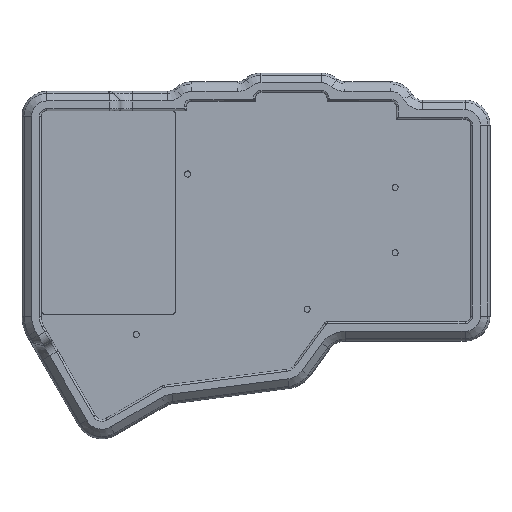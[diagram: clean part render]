
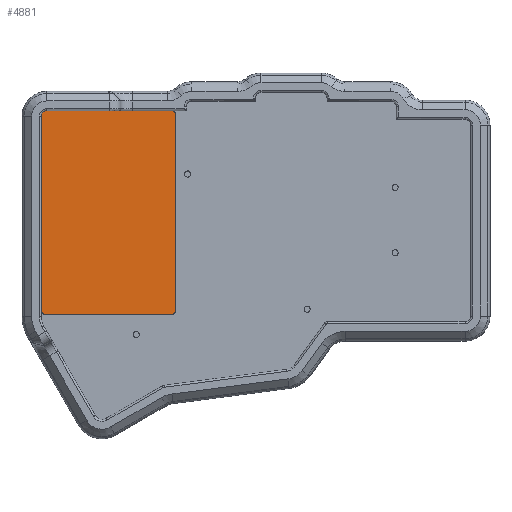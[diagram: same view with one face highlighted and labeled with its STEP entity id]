
A CAD part, top view. The second image highlights one B-rep face of the part: STEP entity #4881.
In plain terms, the highlighted planar face has unit normal (0, 0, 1).
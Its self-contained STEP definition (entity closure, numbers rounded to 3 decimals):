
#160=PLANE('',#5491);
#494=LINE('',#8511,#885);
#497=LINE('',#8519,#888);
#534=LINE('',#8609,#925);
#538=LINE('',#8622,#929);
#885=VECTOR('',#6888,10.);
#888=VECTOR('',#6897,10.);
#925=VECTOR('',#7014,10.);
#929=VECTOR('',#7032,10.);
#1348=FACE_OUTER_BOUND('',#1664,.T.);
#1664=EDGE_LOOP('',(#4419,#4420,#4421,#4422,#4423,#4424,#4425,#4426));
#1978=CIRCLE('',#5442,1.5);
#1984=CIRCLE('',#5482,1.);
#1986=CIRCLE('',#5486,1.);
#1988=CIRCLE('',#5489,1.);
#2385=VERTEX_POINT('',#8508);
#2386=VERTEX_POINT('',#8510);
#2387=VERTEX_POINT('',#8514);
#2388=VERTEX_POINT('',#8518);
#2398=VERTEX_POINT('',#8600);
#2399=VERTEX_POINT('',#8602);
#2401=VERTEX_POINT('',#8608);
#2403=VERTEX_POINT('',#8617);
#3035=EDGE_CURVE('',#2386,#2385,#494,.T.);
#3037=EDGE_CURVE('',#2387,#2386,#1978,.T.);
#3039=EDGE_CURVE('',#2388,#2387,#497,.T.);
#3079=EDGE_CURVE('',#2399,#2398,#1984,.T.);
#3082=EDGE_CURVE('',#2401,#2399,#534,.T.);
#3085=EDGE_CURVE('',#2385,#2401,#1986,.T.);
#3087=EDGE_CURVE('',#2403,#2388,#1988,.T.);
#3090=EDGE_CURVE('',#2398,#2403,#538,.T.);
#4419=ORIENTED_EDGE('',*,*,#3090,.T.);
#4420=ORIENTED_EDGE('',*,*,#3087,.T.);
#4421=ORIENTED_EDGE('',*,*,#3039,.T.);
#4422=ORIENTED_EDGE('',*,*,#3037,.T.);
#4423=ORIENTED_EDGE('',*,*,#3035,.T.);
#4424=ORIENTED_EDGE('',*,*,#3085,.T.);
#4425=ORIENTED_EDGE('',*,*,#3082,.T.);
#4426=ORIENTED_EDGE('',*,*,#3079,.T.);
#4881=ADVANCED_FACE('',(#1348),#160,.F.);
#5442=AXIS2_PLACEMENT_3D('',#8515,#6892,#6893);
#5482=AXIS2_PLACEMENT_3D('',#8603,#7008,#7009);
#5486=AXIS2_PLACEMENT_3D('',#8613,#7020,#7021);
#5489=AXIS2_PLACEMENT_3D('',#8618,#7026,#7027);
#5491=AXIS2_PLACEMENT_3D('',#8623,#7033,#7034);
#6888=DIRECTION('',(0.,-1.,0.));
#6892=DIRECTION('center_axis',(0.,0.,1.));
#6893=DIRECTION('ref_axis',(-1.,0.,0.));
#6897=DIRECTION('',(-1.,0.,0.));
#7008=DIRECTION('center_axis',(0.,0.,1.));
#7009=DIRECTION('ref_axis',(1.,0.,0.));
#7014=DIRECTION('',(1.,0.,0.));
#7020=DIRECTION('center_axis',(0.,0.,1.));
#7021=DIRECTION('ref_axis',(0.,-1.,0.));
#7026=DIRECTION('center_axis',(0.,0.,1.));
#7027=DIRECTION('ref_axis',(0.,1.,0.));
#7032=DIRECTION('',(0.,1.,0.));
#7033=DIRECTION('center_axis',(0.,0.,-1.));
#7034=DIRECTION('ref_axis',(1.,0.,0.));
#8508=CARTESIAN_POINT('',(-111.8,2.98,-3.));
#8510=CARTESIAN_POINT('',(-111.8,53.48,-3.));
#8511=CARTESIAN_POINT('',(-111.8,2.98,-3.));
#8514=CARTESIAN_POINT('',(-110.3,54.98,-3.));
#8515=CARTESIAN_POINT('Origin',(-110.3,53.48,-3.));
#8518=CARTESIAN_POINT('',(-77.8,54.98,-3.));
#8519=CARTESIAN_POINT('',(-110.3,54.98,-3.));
#8600=CARTESIAN_POINT('',(-76.8,2.98,-3.));
#8602=CARTESIAN_POINT('',(-77.8,1.98,-3.));
#8603=CARTESIAN_POINT('Origin',(-77.8,2.98,-3.));
#8608=CARTESIAN_POINT('',(-110.8,1.98,-3.));
#8609=CARTESIAN_POINT('',(-107.,1.98,-3.));
#8613=CARTESIAN_POINT('Origin',(-110.8,2.98,-3.));
#8617=CARTESIAN_POINT('',(-76.8,53.98,-3.));
#8618=CARTESIAN_POINT('Origin',(-77.8,53.98,-3.));
#8622=CARTESIAN_POINT('',(-76.8,2.98,-3.));
#8623=CARTESIAN_POINT('Origin',(-94.3,28.48,-3.));
